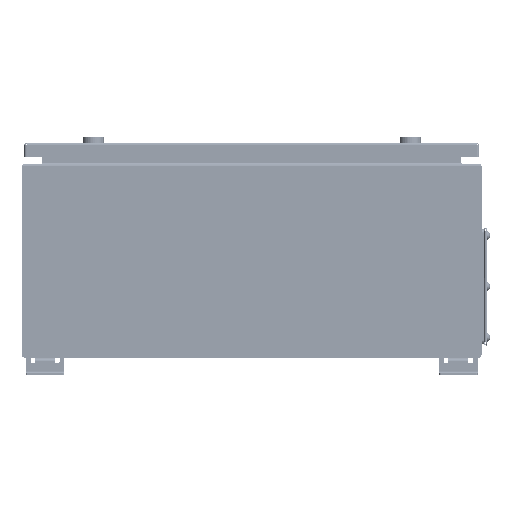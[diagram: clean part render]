
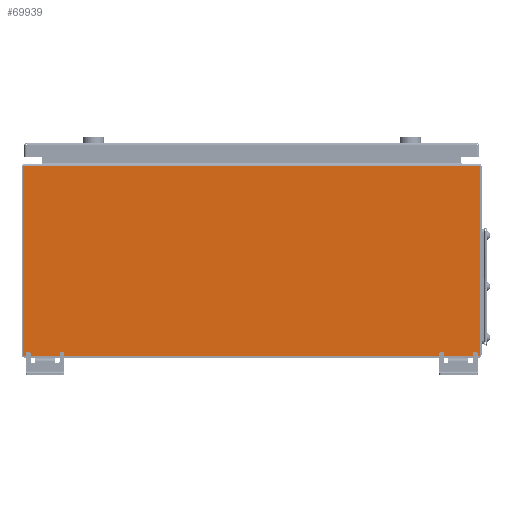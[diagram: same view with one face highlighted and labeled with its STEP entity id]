
A CAD part, left-side view. The second image highlights one B-rep face of the part: STEP entity #69939.
In plain terms, the highlighted planar face has unit normal (-1, 0, 0).
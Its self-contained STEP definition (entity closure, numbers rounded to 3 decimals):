
#439 = CIRCLE ( 'NONE', #24517, 3. ) ;
#2787 = DIRECTION ( 'NONE',  ( 0., 0., 1. ) ) ;
#3727 = EDGE_CURVE ( 'NONE', #58434, #28348, #16871, .T. ) ;
#6033 = EDGE_CURVE ( 'NONE', #47836, #38480, #439, .T. ) ;
#6636 = ORIENTED_EDGE ( 'NONE', *, *, #72221, .F. ) ;
#8470 = CARTESIAN_POINT ( 'NONE',  ( -1.5, 0., 0. ) ) ;
#12206 = LINE ( 'NONE', #63766, #63538 ) ;
#13071 = CARTESIAN_POINT ( 'NONE',  ( -1.5, 297., -123.5 ) ) ;
#16814 = CARTESIAN_POINT ( 'NONE',  ( -1.5, -297., -123.5 ) ) ;
#16871 = LINE ( 'NONE', #34189, #70107 ) ;
#17951 = ORIENTED_EDGE ( 'NONE', *, *, #31559, .F. ) ;
#20640 = CARTESIAN_POINT ( 'NONE',  ( -1.5, -300., -123.5 ) ) ;
#22114 = DIRECTION ( 'NONE',  ( 0., 0., 1. ) ) ;
#22254 = LINE ( 'NONE', #54977, #73787 ) ;
#24517 = AXIS2_PLACEMENT_3D ( 'NONE', #13071, #64638, #70622 ) ;
#26608 = EDGE_CURVE ( 'NONE', #38705, #53445, #60134, .T. ) ;
#28348 = VERTEX_POINT ( 'NONE', #47881 ) ;
#30477 = DIRECTION ( 'NONE',  ( 0., 0., -1. ) ) ;
#31532 = CARTESIAN_POINT ( 'NONE',  ( -1.5, 297., -126.5 ) ) ;
#31559 = EDGE_CURVE ( 'NONE', #38705, #38480, #22254, .T. ) ;
#32337 = VECTOR ( 'NONE', #30477, 1000. ) ;
#34132 = DIRECTION ( 'NONE',  ( -1., 0., 0. ) ) ;
#34189 = CARTESIAN_POINT ( 'NONE',  ( -1.5, -300., 123.5 ) ) ;
#35295 = ORIENTED_EDGE ( 'NONE', *, *, #26608, .T. ) ;
#35677 = DIRECTION ( 'NONE',  ( 0., 1., 0. ) ) ;
#36882 = LINE ( 'NONE', #48123, #32337 ) ;
#37239 = EDGE_LOOP ( 'NONE', ( #17951, #35295, #40470, #41318, #6636, #61117 ) ) ;
#38480 = VERTEX_POINT ( 'NONE', #31532 ) ;
#38705 = VERTEX_POINT ( 'NONE', #57367 ) ;
#40470 = ORIENTED_EDGE ( 'NONE', *, *, #74188, .F. ) ;
#40525 = CARTESIAN_POINT ( 'NONE',  ( -1.5, 300., -123.5 ) ) ;
#41318 = ORIENTED_EDGE ( 'NONE', *, *, #3727, .T. ) ;
#42711 = FACE_OUTER_BOUND ( 'NONE', #37239, .T. ) ;
#43080 = PLANE ( 'NONE',  #72563 ) ;
#47177 = DIRECTION ( 'NONE',  ( 0., 0., 1. ) ) ;
#47836 = VERTEX_POINT ( 'NONE', #40525 ) ;
#47881 = CARTESIAN_POINT ( 'NONE',  ( -1.5, 300., 123.5 ) ) ;
#48123 = CARTESIAN_POINT ( 'NONE',  ( -1.5, -300., 126.5 ) ) ;
#50492 = AXIS2_PLACEMENT_3D ( 'NONE', #16814, #34132, #22114 ) ;
#53445 = VERTEX_POINT ( 'NONE', #20640 ) ;
#54363 = DIRECTION ( 'NONE',  ( -1., 0., 0. ) ) ;
#54977 = CARTESIAN_POINT ( 'NONE',  ( -1.5, -300., -126.5 ) ) ;
#57367 = CARTESIAN_POINT ( 'NONE',  ( -1.5, -297., -126.5 ) ) ;
#58434 = VERTEX_POINT ( 'NONE', #71214 ) ;
#60134 = CIRCLE ( 'NONE', #50492, 3. ) ;
#61117 = ORIENTED_EDGE ( 'NONE', *, *, #6033, .T. ) ;
#63538 = VECTOR ( 'NONE', #47177, 1000. ) ;
#63766 = CARTESIAN_POINT ( 'NONE',  ( -1.5, 300., 126.5 ) ) ;
#64638 = DIRECTION ( 'NONE',  ( -1., 0., 0. ) ) ;
#66653 = DIRECTION ( 'NONE',  ( 0., 1., 0. ) ) ;
#69939 = ADVANCED_FACE ( 'NONE', ( #42711 ), #43080, .T. ) ;
#70107 = VECTOR ( 'NONE', #35677, 1000. ) ;
#70622 = DIRECTION ( 'NONE',  ( 0., 0., 1. ) ) ;
#71214 = CARTESIAN_POINT ( 'NONE',  ( -1.5, -300., 123.5 ) ) ;
#72221 = EDGE_CURVE ( 'NONE', #47836, #28348, #12206, .T. ) ;
#72563 = AXIS2_PLACEMENT_3D ( 'NONE', #8470, #54363, #2787 ) ;
#73787 = VECTOR ( 'NONE', #66653, 1000. ) ;
#74188 = EDGE_CURVE ( 'NONE', #58434, #53445, #36882, .T. ) ;
